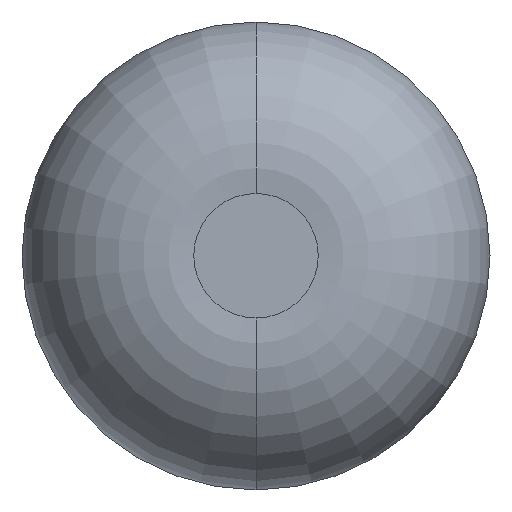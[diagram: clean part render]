
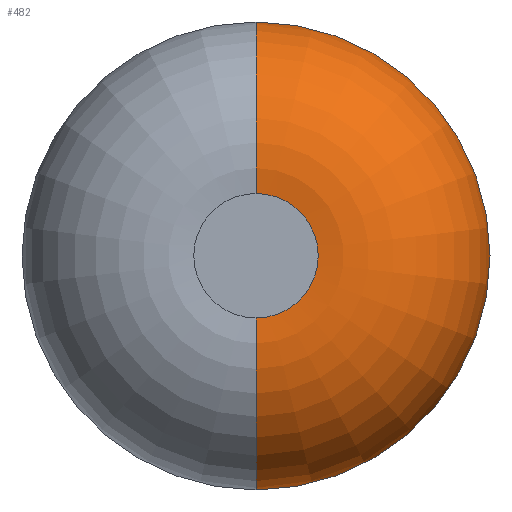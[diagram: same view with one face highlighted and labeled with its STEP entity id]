
A CAD part, top view. The second image highlights one B-rep face of the part: STEP entity #482.
In plain terms, the highlighted toroidal (fillet/blend) face has major radius 1.763 mm and minor radius 3.012 mm.
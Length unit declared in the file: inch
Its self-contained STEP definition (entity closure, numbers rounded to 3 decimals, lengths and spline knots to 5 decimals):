
#53 = CARTESIAN_POINT ( 'NONE',  ( 0., 0.188, 0. ) ) ;
#98 = FACE_OUTER_BOUND ( 'NONE', #822, .T. ) ;
#106 = CARTESIAN_POINT ( 'NONE',  ( 0., 0., 0. ) ) ;
#112 = CARTESIAN_POINT ( 'NONE',  ( 0., 0.0694, 0. ) ) ;
#128 = ORIENTED_EDGE ( 'NONE', *, *, #553, .F. ) ;
#142 = CARTESIAN_POINT ( 'NONE',  ( 0., -0.188, 0. ) ) ;
#150 = VERTEX_POINT ( 'NONE', #475 ) ;
#159 = TOROIDAL_SURFACE ( 'NONE', #425, 0.0694, 0.1186 ) ;
#167 = DIRECTION ( 'NONE',  ( 0., 0., -1. ) ) ;
#217 = AXIS2_PLACEMENT_3D ( 'NONE', #112, #539, #259 ) ;
#240 = CARTESIAN_POINT ( 'NONE',  ( 0., 0.05, 0.117 ) ) ;
#259 = DIRECTION ( 'NONE',  ( 0., 1., 0. ) ) ;
#262 = AXIS2_PLACEMENT_3D ( 'NONE', #544, #612, #615 ) ;
#327 = ORIENTED_EDGE ( 'NONE', *, *, #464, .T. ) ;
#329 = DIRECTION ( 'NONE',  ( 0., -1., 0. ) ) ;
#339 = DIRECTION ( 'NONE',  ( 0., 0., 1. ) ) ;
#354 = VERTEX_POINT ( 'NONE', #142 ) ;
#385 = ORIENTED_EDGE ( 'NONE', *, *, #741, .T. ) ;
#399 = DIRECTION ( 'NONE',  ( -1., 0., 0. ) ) ;
#425 = AXIS2_PLACEMENT_3D ( 'NONE', #106, #339, #329 ) ;
#427 = CIRCLE ( 'NONE', #636, 0.05 ) ;
#464 = EDGE_CURVE ( 'NONE', #594, #746, #490, .T. ) ;
#475 = CARTESIAN_POINT ( 'NONE',  ( 0., -0.05, 0.117 ) ) ;
#478 = EDGE_CURVE ( 'NONE', #354, #594, #723, .T. ) ;
#482 = ADVANCED_FACE ( 'NONE', ( #98 ), #159, .T. ) ;
#490 = CIRCLE ( 'NONE', #217, 0.1186 ) ;
#539 = DIRECTION ( 'NONE',  ( 1., 0., 0. ) ) ;
#544 = CARTESIAN_POINT ( 'NONE',  ( 0., 0., 0. ) ) ;
#553 = EDGE_CURVE ( 'NONE', #354, #150, #772, .T. ) ;
#594 = VERTEX_POINT ( 'NONE', #53 ) ;
#612 = DIRECTION ( 'NONE',  ( 0., 0., 1. ) ) ;
#615 = DIRECTION ( 'NONE',  ( 0., -1., 0. ) ) ;
#636 = AXIS2_PLACEMENT_3D ( 'NONE', #778, #167, #843 ) ;
#688 = AXIS2_PLACEMENT_3D ( 'NONE', #802, #399, #804 ) ;
#723 = CIRCLE ( 'NONE', #262, 0.188 ) ;
#741 = EDGE_CURVE ( 'NONE', #746, #150, #427, .T. ) ;
#746 = VERTEX_POINT ( 'NONE', #240 ) ;
#772 = CIRCLE ( 'NONE', #688, 0.1186 ) ;
#778 = CARTESIAN_POINT ( 'NONE',  ( 0., 0., 0.117 ) ) ;
#802 = CARTESIAN_POINT ( 'NONE',  ( 0., -0.0694, 0. ) ) ;
#804 = DIRECTION ( 'NONE',  ( 0., 0., 1. ) ) ;
#822 = EDGE_LOOP ( 'NONE', ( #874, #327, #385, #128 ) ) ;
#843 = DIRECTION ( 'NONE',  ( 0., -1., 0. ) ) ;
#874 = ORIENTED_EDGE ( 'NONE', *, *, #478, .T. ) ;
